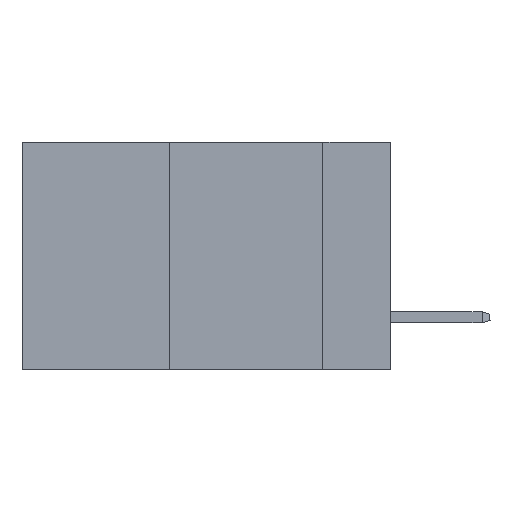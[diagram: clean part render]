
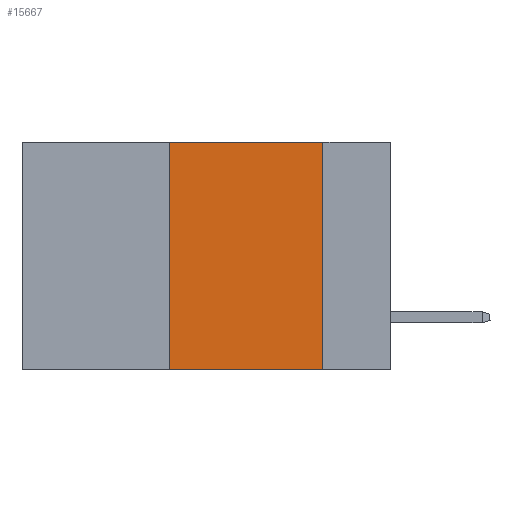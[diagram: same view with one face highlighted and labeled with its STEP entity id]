
A CAD part, left-side view. The second image highlights one B-rep face of the part: STEP entity #15667.
In plain terms, the highlighted planar face has unit normal (-1, 0, 0).
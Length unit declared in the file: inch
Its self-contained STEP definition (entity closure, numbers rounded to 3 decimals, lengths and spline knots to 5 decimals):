
#399 = CARTESIAN_POINT ( 'NONE',  ( 0., 0.6, 0. ) ) ;
#3171 = EDGE_LOOP ( 'NONE', ( #14612, #8242, #7770, #16558 ) ) ;
#4433 = LINE ( 'NONE', #399, #26470 ) ;
#7770 = ORIENTED_EDGE ( 'NONE', *, *, #26106, .F. ) ;
#8073 = FACE_OUTER_BOUND ( 'NONE', #3171, .T. ) ;
#8242 = ORIENTED_EDGE ( 'NONE', *, *, #15297, .F. ) ;
#8963 = LINE ( 'NONE', #11393, #22773 ) ;
#9418 = CARTESIAN_POINT ( 'NONE',  ( 0., 0.36, -0.37 ) ) ;
#10194 = CARTESIAN_POINT ( 'NONE',  ( 0., 0.36, 0. ) ) ;
#10596 = DIRECTION ( 'NONE',  ( 1., 0., 0. ) ) ;
#11393 = CARTESIAN_POINT ( 'NONE',  ( 0., 0.6, -0.37 ) ) ;
#14612 = ORIENTED_EDGE ( 'NONE', *, *, #22481, .F. ) ;
#15297 = EDGE_CURVE ( 'NONE', #23542, #32528, #4433, .T. ) ;
#15374 = EDGE_CURVE ( 'NONE', #25945, #37237, #8963, .T. ) ;
#15667 = ADVANCED_FACE ( 'NONE', ( #8073 ), #36774, .F. ) ;
#16558 = ORIENTED_EDGE ( 'NONE', *, *, #15374, .T. ) ;
#18359 = DIRECTION ( 'NONE',  ( 0., -1., 0. ) ) ;
#20497 = DIRECTION ( 'NONE',  ( 0., 0., -1. ) ) ;
#20825 = VECTOR ( 'NONE', #27904, 39.37008 ) ;
#22481 = EDGE_CURVE ( 'NONE', #32528, #37237, #34176, .T. ) ;
#22659 = LINE ( 'NONE', #10194, #20825 ) ;
#22745 = CARTESIAN_POINT ( 'NONE',  ( 0., 0.36, 0. ) ) ;
#22773 = VECTOR ( 'NONE', #37838, 39.37008 ) ;
#23542 = VERTEX_POINT ( 'NONE', #22745 ) ;
#25945 = VERTEX_POINT ( 'NONE', #9418 ) ;
#26106 = EDGE_CURVE ( 'NONE', #25945, #23542, #22659, .T. ) ;
#26206 = CARTESIAN_POINT ( 'NONE',  ( 0., 0.11, -0.37 ) ) ;
#26470 = VECTOR ( 'NONE', #18359, 39.37008 ) ;
#27904 = DIRECTION ( 'NONE',  ( 0., 0., 1. ) ) ;
#31124 = CARTESIAN_POINT ( 'NONE',  ( 0., 0.6, 0. ) ) ;
#31431 = VECTOR ( 'NONE', #20497, 39.37008 ) ;
#32528 = VERTEX_POINT ( 'NONE', #37013 ) ;
#33010 = AXIS2_PLACEMENT_3D ( 'NONE', #31124, #10596, #36903 ) ;
#34176 = LINE ( 'NONE', #37456, #31431 ) ;
#36774 = PLANE ( 'NONE',  #33010 ) ;
#36903 = DIRECTION ( 'NONE',  ( 0., 0., -1. ) ) ;
#37013 = CARTESIAN_POINT ( 'NONE',  ( 0., 0.11, 0. ) ) ;
#37237 = VERTEX_POINT ( 'NONE', #26206 ) ;
#37456 = CARTESIAN_POINT ( 'NONE',  ( 0., 0.11, 0. ) ) ;
#37838 = DIRECTION ( 'NONE',  ( 0., -1., 0. ) ) ;
